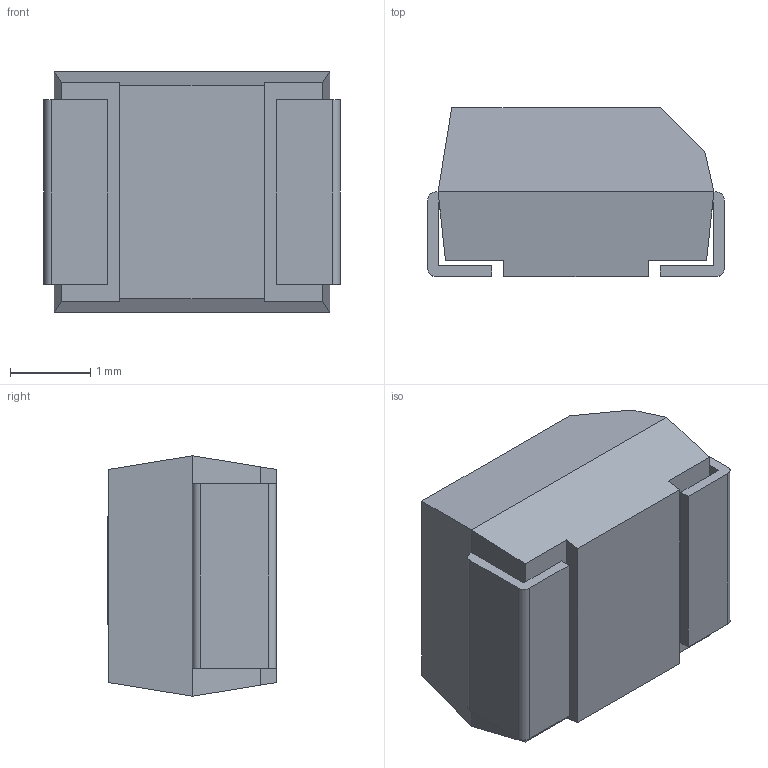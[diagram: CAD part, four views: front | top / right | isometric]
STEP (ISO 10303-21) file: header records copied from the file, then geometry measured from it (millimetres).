
FILE_DESCRIPTION (( 'STEP AP214' ), '1' );
FILE_NAME ('CTSM_TCM2NK_3528_L3.7W3H2.1T0.13S0.8F2.3A1.9B0.55E2.2G1.8P0.5R1X0.2.STEP', '2022-03-02T21:17:52', ( '' ), ( '' ), 'SwSTEP 2.0', 'SolidWorks 2020', '' );
FILE_SCHEMA (( 'AUTOMOTIVE_DESIGN' ));
Length unit declared in the file: millimetre
Products named in the file (1): CTSM_TCM2NK_3528_L3.7W3H2.1T0.13S0.8F2.3A1.9B0.55E2.2G1.8P0.5R1X0.2
Bounding box: 3.7 x 2.1 x 3 mm (x, y, z)
Volume: 19.4 mm3; surface area: 57.6 mm2
Topology: 4 solids, 4 shells, 100 faces, 272 edges, 178 vertices
Faces by surface type: plane 95, cylinder 5
Entity records: 3624 total; most frequent: CARTESIAN_POINT 551, ORIENTED_EDGE 544, DIRECTION 484, EDGE_CURVE 272, LINE 262, VECTOR 262, VERTEX_POINT 178, AXIS2_PLACEMENT_3D 111
